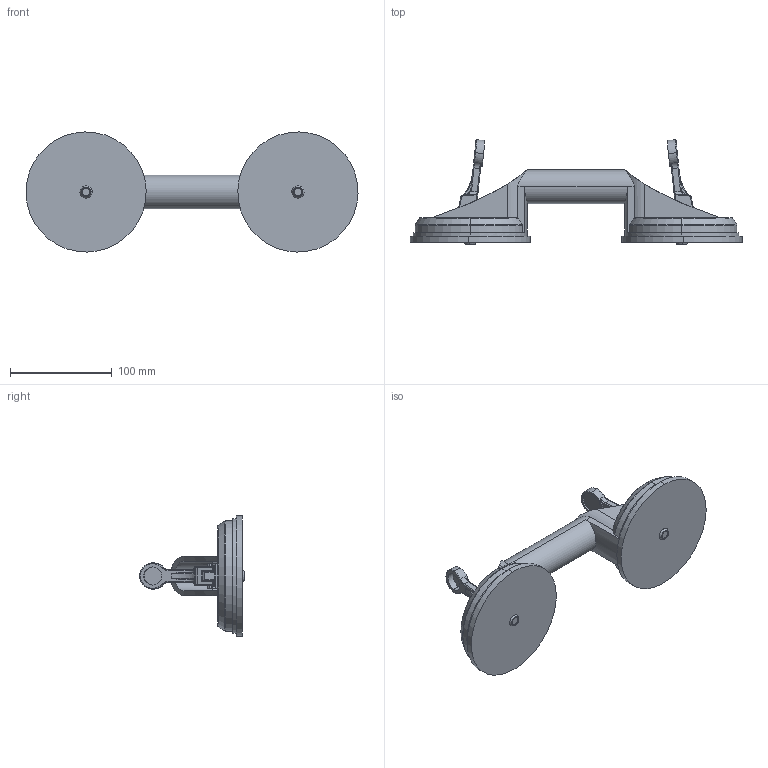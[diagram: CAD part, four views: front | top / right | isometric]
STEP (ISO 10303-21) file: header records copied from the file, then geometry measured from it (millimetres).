
FILE_DESCRIPTION (( 'STEP AP214' ), '1' );
FILE_NAME ('4000-817214_2-Cup Suction Lifter.STEP', '2019-10-28T20:54:09', ( '' ), ( '' ), 'SwSTEP 2.0', 'SolidWorks 2017', '' );
FILE_SCHEMA (( 'AUTOMOTIVE_DESIGN' ));
Length unit declared in the file: millimetre
Products named in the file (7): 4000-817214_Body; 4000-817214_Cup; 4000-817214_Shaft; 4000-817214_Washer; 4000-817214_Lever; 4000-817214_Splint; 4000-817214_2-Cup Suction Lifter
Assembly tree (11 placements, depth 2):
  4000-817214_2-Cup Suction Lifter
    4000-817214_Body
    4000-817214_Washer  x2
    4000-817214_Shaft  x2
    4000-817214_Cup  x2
    4000-817214_Splint  x2
    4000-817214_Lever  x2
Bounding box: 325.95 x 102.65 x 117.95 mm (x, y, z)
Volume: 367801.5 mm3; surface area: 152221.1 mm2
Topology: 11 solids, 11 shells, 502 faces, 1188 edges, 678 vertices
Faces by surface type: cylinder 204, plane 138, sphere 60, torus 56, bspline 24, cone 20
Entity records: 10425 total; most frequent: CARTESIAN_POINT 2745, DIRECTION 1625, ORIENTED_EDGE 1510, EDGE_CURVE 755, AXIS2_PLACEMENT_3D 638, VERTEX_POINT 454, VECTOR 349, LINE 349
